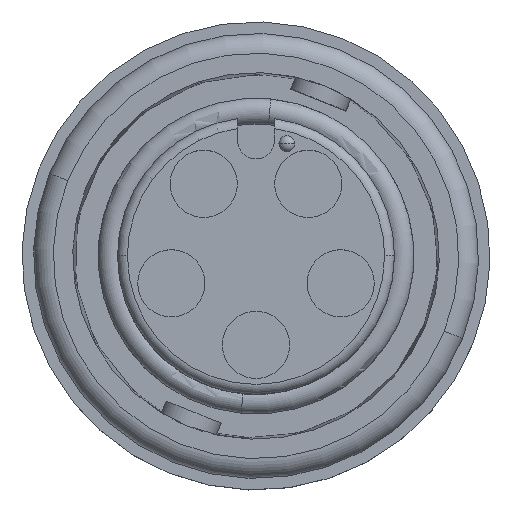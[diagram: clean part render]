
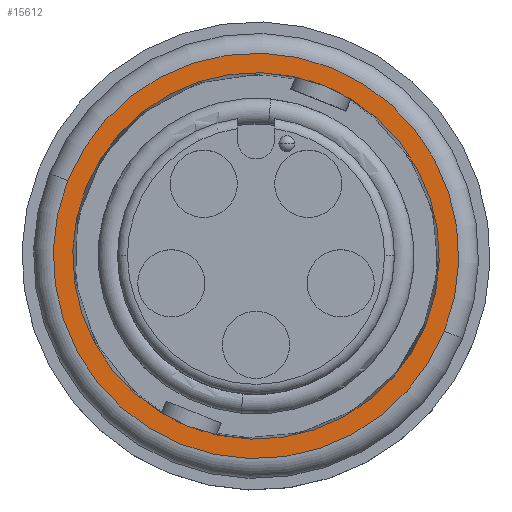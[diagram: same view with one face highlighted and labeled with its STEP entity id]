
A CAD part, top view. The second image highlights one B-rep face of the part: STEP entity #15612.
In plain terms, the highlighted planar face has unit normal (0, 0, 1).
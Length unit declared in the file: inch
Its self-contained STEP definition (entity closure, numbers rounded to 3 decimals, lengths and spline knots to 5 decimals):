
#204 = DIRECTION ( 'NONE',  ( 0., 0., -1. ) ) ;
#633 = EDGE_CURVE ( 'NONE', #8863, #14446, #18632, .T. ) ;
#1368 = CARTESIAN_POINT ( 'NONE',  ( -0.28551, 0.1142, -0.09 ) ) ;
#1700 = CARTESIAN_POINT ( 'NONE',  ( -0.10324, -0.25812, -0.09 ) ) ;
#2884 = CIRCLE ( 'NONE', #9211, 0.3075 ) ;
#3247 = EDGE_CURVE ( 'NONE', #13638, #11144, #2884, .T. ) ;
#3264 = EDGE_LOOP ( 'NONE', ( #18542, #12185 ) ) ;
#3345 = CARTESIAN_POINT ( 'NONE',  ( 0., 0., -0.09 ) ) ;
#3857 = FACE_OUTER_BOUND ( 'NONE', #3264, .T. ) ;
#4925 = CARTESIAN_POINT ( 'NONE',  ( 0., 0., -0.09 ) ) ;
#5027 = DIRECTION ( 'NONE',  ( 0.928, -0.371, 0. ) ) ;
#5544 = CARTESIAN_POINT ( 'NONE',  ( 0., 0., -0.09 ) ) ;
#5650 = CIRCLE ( 'NONE', #13703, 0.3075 ) ;
#5852 = AXIS2_PLACEMENT_3D ( 'NONE', #19721, #9516, #21437 ) ;
#6106 = CIRCLE ( 'NONE', #5852, 0.278 ) ;
#6621 = EDGE_CURVE ( 'NONE', #13715, #8863, #17484, .T. ) ;
#6647 = DIRECTION ( 'NONE',  ( 0.928, -0.371, 0. ) ) ;
#6664 = CARTESIAN_POINT ( 'NONE',  ( 0., 0., -0.09 ) ) ;
#7265 = DIRECTION ( 'NONE',  ( -0.928, 0.371, 0. ) ) ;
#8379 = DIRECTION ( 'NONE',  ( -0.928, 0.371, 0. ) ) ;
#8587 = EDGE_CURVE ( 'NONE', #14446, #13715, #6106, .T. ) ;
#8717 = PLANE ( 'NONE',  #17408 ) ;
#8863 = VERTEX_POINT ( 'NONE', #1700 ) ;
#9211 = AXIS2_PLACEMENT_3D ( 'NONE', #5544, #17493, #7265 ) ;
#9516 = DIRECTION ( 'NONE',  ( 0., 0., 1. ) ) ;
#11144 = VERTEX_POINT ( 'NONE', #14597 ) ;
#12167 = DIRECTION ( 'NONE',  ( -0.928, 0.371, 0. ) ) ;
#12185 = ORIENTED_EDGE ( 'NONE', *, *, #17827, .T. ) ;
#12398 = FACE_BOUND ( 'NONE', #20943, .T. ) ;
#13638 = VERTEX_POINT ( 'NONE', #1368 ) ;
#13703 = AXIS2_PLACEMENT_3D ( 'NONE', #6664, #18601, #8379 ) ;
#13715 = VERTEX_POINT ( 'NONE', #20355 ) ;
#14175 = AXIS2_PLACEMENT_3D ( 'NONE', #4925, #16874, #6647 ) ;
#14446 = VERTEX_POINT ( 'NONE', #15816 ) ;
#14597 = CARTESIAN_POINT ( 'NONE',  ( 0.28551, -0.1142, -0.09 ) ) ;
#15070 = ORIENTED_EDGE ( 'NONE', *, *, #8587, .F. ) ;
#15276 = DIRECTION ( 'NONE',  ( 0., 0., 1. ) ) ;
#15422 = AXIS2_PLACEMENT_3D ( 'NONE', #3345, #15276, #5027 ) ;
#15612 = ADVANCED_FACE ( 'NONE', ( #12398, #3857 ), #8717, .F. ) ;
#15816 = CARTESIAN_POINT ( 'NONE',  ( 0.25812, -0.10324, -0.09 ) ) ;
#16874 = DIRECTION ( 'NONE',  ( 0., 0., 1. ) ) ;
#17408 = AXIS2_PLACEMENT_3D ( 'NONE', #20620, #204, #12167 ) ;
#17484 = CIRCLE ( 'NONE', #15422, 0.278 ) ;
#17493 = DIRECTION ( 'NONE',  ( 0., 0., 1. ) ) ;
#17827 = EDGE_CURVE ( 'NONE', #11144, #13638, #5650, .T. ) ;
#17850 = ORIENTED_EDGE ( 'NONE', *, *, #633, .F. ) ;
#18542 = ORIENTED_EDGE ( 'NONE', *, *, #3247, .T. ) ;
#18601 = DIRECTION ( 'NONE',  ( 0., 0., 1. ) ) ;
#18632 = CIRCLE ( 'NONE', #14175, 0.278 ) ;
#18739 = ORIENTED_EDGE ( 'NONE', *, *, #6621, .F. ) ;
#19721 = CARTESIAN_POINT ( 'NONE',  ( 0., 0., -0.09 ) ) ;
#20355 = CARTESIAN_POINT ( 'NONE',  ( 0.10324, 0.25812, -0.09 ) ) ;
#20620 = CARTESIAN_POINT ( 'NONE',  ( 0., 0., -0.09 ) ) ;
#20943 = EDGE_LOOP ( 'NONE', ( #18739, #15070, #17850 ) ) ;
#21437 = DIRECTION ( 'NONE',  ( 0.928, -0.371, 0. ) ) ;
